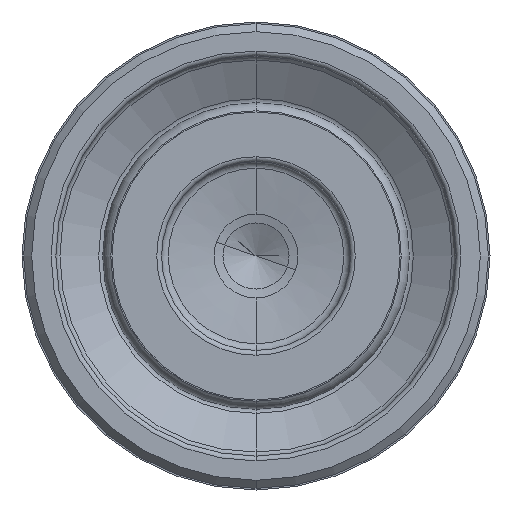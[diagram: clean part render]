
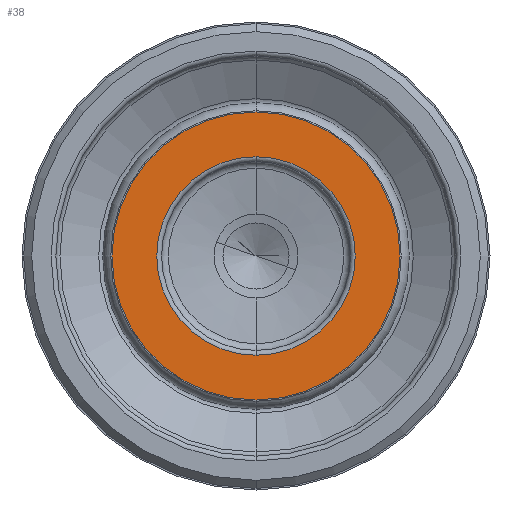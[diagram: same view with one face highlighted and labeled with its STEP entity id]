
A CAD part, front view. The second image highlights one B-rep face of the part: STEP entity #38.
In plain terms, the highlighted planar face has unit normal (0, -1, 0).
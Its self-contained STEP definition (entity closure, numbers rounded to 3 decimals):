
#38 = ADVANCED_FACE ( 'NONE', ( #2389, #1959 ), #485, .F. ) ;
#132 = AXIS2_PLACEMENT_3D ( 'NONE', #674, #2169, #1050 ) ;
#157 = DIRECTION ( 'NONE',  ( 0., -1., 0. ) ) ;
#198 = DIRECTION ( 'NONE',  ( 0., 1., 0. ) ) ;
#256 = ORIENTED_EDGE ( 'NONE', *, *, #275, .T. ) ;
#257 = EDGE_LOOP ( 'NONE', ( #403, #1761 ) ) ;
#275 = EDGE_CURVE ( 'NONE', #462, #790, #2363, .T. ) ;
#294 = CIRCLE ( 'NONE', #2150, 8.923 ) ;
#362 = VERTEX_POINT ( 'NONE', #2099 ) ;
#403 = ORIENTED_EDGE ( 'NONE', *, *, #1863, .T. ) ;
#427 = DIRECTION ( 'NONE',  ( 0., 1., 0. ) ) ;
#462 = VERTEX_POINT ( 'NONE', #784 ) ;
#485 = PLANE ( 'NONE',  #132 ) ;
#497 = CARTESIAN_POINT ( 'NONE',  ( 0., 8.365, 6.15 ) ) ;
#517 = AXIS2_PLACEMENT_3D ( 'NONE', #1275, #157, #1471 ) ;
#525 = EDGE_CURVE ( 'NONE', #790, #462, #1184, .T. ) ;
#595 = DIRECTION ( 'NONE',  ( 0., -1., 0. ) ) ;
#604 = AXIS2_PLACEMENT_3D ( 'NONE', #1321, #198, #1520 ) ;
#674 = CARTESIAN_POINT ( 'NONE',  ( 5.85, 8.365, 0. ) ) ;
#747 = CARTESIAN_POINT ( 'NONE',  ( 0., 8.365, -8.923 ) ) ;
#784 = CARTESIAN_POINT ( 'NONE',  ( 0., 8.365, -6.15 ) ) ;
#790 = VERTEX_POINT ( 'NONE', #497 ) ;
#808 = AXIS2_PLACEMENT_3D ( 'NONE', #1563, #427, #1743 ) ;
#1007 = EDGE_LOOP ( 'NONE', ( #1874, #256 ) ) ;
#1035 = CIRCLE ( 'NONE', #517, 8.923 ) ;
#1050 = DIRECTION ( 'NONE',  ( 0., 0., 1. ) ) ;
#1184 = CIRCLE ( 'NONE', #808, 6.15 ) ;
#1275 = CARTESIAN_POINT ( 'NONE',  ( 0., 8.365, 0. ) ) ;
#1321 = CARTESIAN_POINT ( 'NONE',  ( 0., 8.365, 0. ) ) ;
#1471 = DIRECTION ( 'NONE',  ( 0., 0., 1. ) ) ;
#1520 = DIRECTION ( 'NONE',  ( 0., 0., 1. ) ) ;
#1563 = CARTESIAN_POINT ( 'NONE',  ( 0., 8.365, 0. ) ) ;
#1728 = CARTESIAN_POINT ( 'NONE',  ( 0., 8.365, 0. ) ) ;
#1743 = DIRECTION ( 'NONE',  ( 0., 0., 1. ) ) ;
#1761 = ORIENTED_EDGE ( 'NONE', *, *, #2038, .T. ) ;
#1863 = EDGE_CURVE ( 'NONE', #2309, #362, #1035, .T. ) ;
#1874 = ORIENTED_EDGE ( 'NONE', *, *, #525, .T. ) ;
#1903 = DIRECTION ( 'NONE',  ( 0., 0., 1. ) ) ;
#1959 = FACE_BOUND ( 'NONE', #1007, .T. ) ;
#2038 = EDGE_CURVE ( 'NONE', #362, #2309, #294, .T. ) ;
#2099 = CARTESIAN_POINT ( 'NONE',  ( 0., 8.365, 8.923 ) ) ;
#2150 = AXIS2_PLACEMENT_3D ( 'NONE', #1728, #595, #1903 ) ;
#2169 = DIRECTION ( 'NONE',  ( 0., 1., 0. ) ) ;
#2309 = VERTEX_POINT ( 'NONE', #747 ) ;
#2363 = CIRCLE ( 'NONE', #604, 6.15 ) ;
#2389 = FACE_OUTER_BOUND ( 'NONE', #257, .T. ) ;
